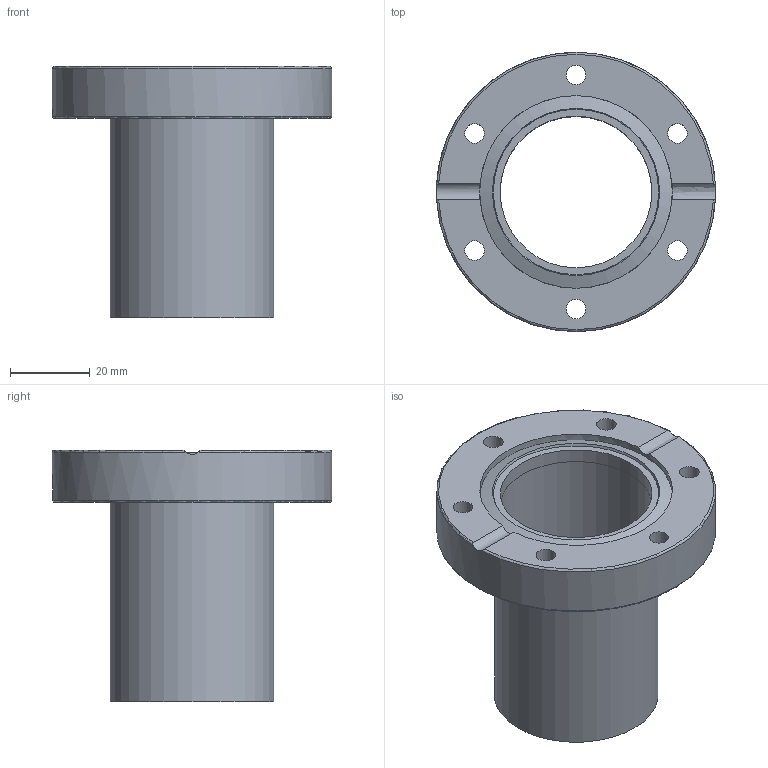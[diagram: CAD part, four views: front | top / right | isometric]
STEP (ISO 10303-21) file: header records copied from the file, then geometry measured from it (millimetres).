
FILE_DESCRIPTION((''),'2;1');
FILE_NAME('TU40T-316LNS.stp','2009-04-03T10:41:07',('hasers'),(''),'Autodesk Inventor 2008','Autodesk Inventor 2008','');
FILE_SCHEMA(('AUTOMOTIVE_DESIGN { 1 0 10303 214 1 1 1 1 }'));
Length unit declared in the file: millimetre
Products named in the file (3): TU40T-316LNS; CF-07 [Keywords [Summary]=1.4429][Company [Summary]=Vacom][Title [Summary]=F35B41T]; Rohre [Subject [Summary]=normal][Keywords [Summary]=1.4404][Title [Summary]=41x1,5 (0,5m)]_2
Assembly tree (2 placements, depth 2):
  TU40T-316LNS
    CF-07 [Keywords [Summary]=1.4429][Company [Summary]=Vacom][Title [Summary]=F35B41T]
    Rohre [Subject [Summary]=normal][Keywords [Summary]=1.4404][Title [Summary]=41x1,5 (0,5m)]_2
Bounding box: 70 x 70 x 63 mm (x, y, z)
Volume: 41928.6 mm3; surface area: 25813.3 mm2
Topology: 2 solids, 2 shells, 27 faces, 69 edges, 47 vertices
Faces by surface type: cylinder 7, plane 7, bspline 7, torus 4, cone 2
Full cylindrical faces by diameter (mm): 38 x2, 41 x1, 41.5 x1, 48.3 x1, 70 x1
Entity records: 986 total; most frequent: CARTESIAN_POINT 345, DIRECTION 118, ORIENTED_EDGE 88, EDGE_LOOP 60, AXIS2_PLACEMENT_3D 57, EDGE_CURVE 44, VERTEX_POINT 38, FACE_BOUND 33
